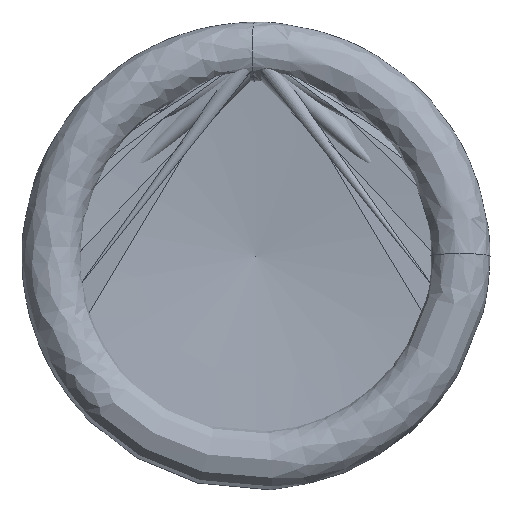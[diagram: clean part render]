
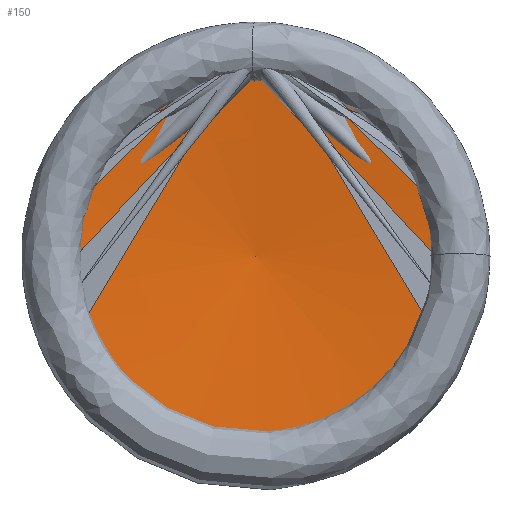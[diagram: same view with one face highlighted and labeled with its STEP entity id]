
A CAD part, left-side view. The second image highlights one B-rep face of the part: STEP entity #150.
In plain terms, the highlighted conical face has half-angle 85 degrees and reference radius 48.185 mm.
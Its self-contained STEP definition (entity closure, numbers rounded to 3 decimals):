
#47=CONICAL_SURFACE('',#279,48.185,85.);
#50=VERTEX_LOOP('',#238);
#150=ADVANCED_FACE('',(#168,#169),#47,.F.);
#168=FACE_BOUND('',#193,.T.);
#169=FACE_BOUND('',#50,.T.);
#193=EDGE_LOOP('',(#217));
#217=ORIENTED_EDGE('',*,*,#250,.T.);
#237=VERTEX_POINT('',#431);
#238=VERTEX_POINT('',#432);
#250=EDGE_CURVE('',#237,#237,#262,.T.);
#262=CIRCLE('',#278,48.185);
#278=AXIS2_PLACEMENT_3D('',#430,#310,#311);
#279=AXIS2_PLACEMENT_3D('',#433,#312,#313);
#310=DIRECTION('',(-1.,0.,0.));
#311=DIRECTION('',(0.,0.,1.));
#312=DIRECTION('',(-1.,0.,0.));
#313=DIRECTION('',(0.,0.,1.));
#430=CARTESIAN_POINT('',(6.5,0.,0.));
#431=CARTESIAN_POINT('',(6.5,0.,48.185));
#432=CARTESIAN_POINT('',(10.716,0.,0.));
#433=CARTESIAN_POINT('',(6.5,0.,0.));
